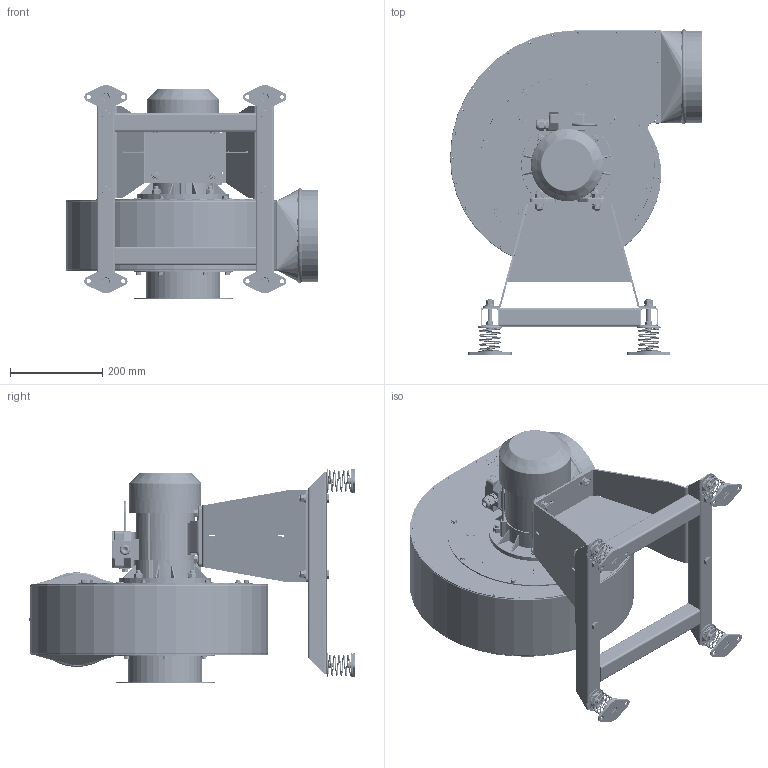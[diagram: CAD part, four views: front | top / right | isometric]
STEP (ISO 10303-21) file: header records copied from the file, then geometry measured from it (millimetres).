
FILE_DESCRIPTION(/* description */ ('3D Część'),/* implementation_level */ '2;1');
FILE_NAME(/* name */ '801W06; 801W07 WPA-7-S-N.stp',/* time_stamp */ '2022-05-09T15:04:59+02:00',/* author */ ('a.korpacki'),/* organization */ ('KLIMAWENT S.A.'),/* preprocessor_version */ 'ST-DEVELOPER v18.1',/* originating_system */ 'Autodesk Inventor 2021',/* authorisation */ '');
FILE_SCHEMA (('AUTOMOTIVE_DESIGN { 1 0 10303 214 3 1 1 }'));
Length unit declared in the file: millimetre
Bounding box: 547.25 x 706.24 x 464.5 mm (x, y, z)
Volume: 5992451.3 mm3; surface area: 2665295.4 mm2
Topology: 25 solids, 25 shells, 6159 faces, 15117 edges, 9661 vertices
Faces by surface type: plane 3111, cylinder 1253, bspline 1133, cone 348, torus 293, sphere 21
Full cylindrical faces by diameter (mm): 2 x106, 3 x28, 3.2 x73, 3.5 x33, 4 x8, 4.3 x8, 4.8 x3, 4.917 x1, 6 x32, 6.3 x1, 6.5 x73, 7 x12, 7.92 x14, 8 x28, 8.88 x14, 9 x8, 10 x28, 10.5 x12, 11 x12, 11.63 x4, 12 x5, 12.5 x1, 14 x4, 14.63 x12, 17 x1, 19 x1, 20 x13, 27 x1, 39.5 x1, 42 x1
Entity records: 203725 total; most frequent: CARTESIAN_POINT 57302, ORIENTED_EDGE 30138, DIRECTION 26680, EDGE_CURVE 15069, VERTEX_POINT 9661, AXIS2_PLACEMENT_3D 9373, LINE 7934, VECTOR 7934
